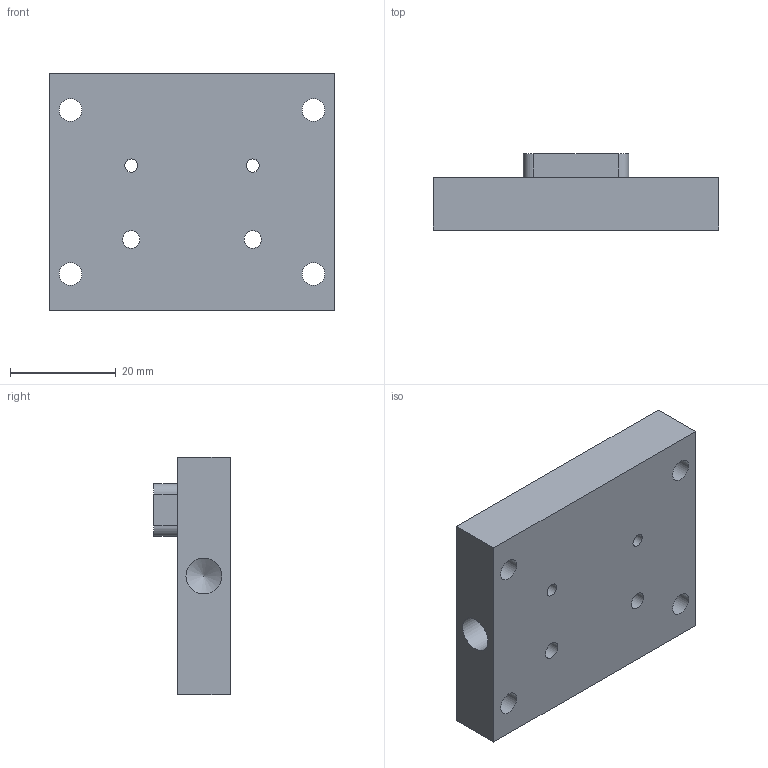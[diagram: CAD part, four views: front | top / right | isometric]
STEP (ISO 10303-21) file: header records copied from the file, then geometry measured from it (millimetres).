
FILE_DESCRIPTION(/* description */ (''),/* implementation_level */ '2;1');
FILE_NAME(/* name */ 'MC-heatspreader.step',/* time_stamp */ '2021-07-10T15:12:43+02:00',/* author */ (''),/* organization */ (''),/* preprocessor_version */ 'ST-DEVELOPER v18.1',/* originating_system */ 'Autodesk Translation Framework v10.9.0.1377',/* authorisation */ '');
FILE_SCHEMA (('AUTOMOTIVE_DESIGN { 1 0 10303 214 3 1 1 }'));
Length unit declared in the file: millimetre
Products named in the file (1): kühlkörper-v3-microchip
Bounding box: 54 x 14.5 x 45 mm (x, y, z)
Volume: 23783.1 mm3; surface area: 8219.3 mm2
Topology: 1 solids, 1 shells, 31 faces, 76 edges, 50 vertices
Faces by surface type: cylinder 16, plane 13, cone 2
Full cylindrical faces by diameter (mm): 1.51 x2, 2.5 x2, 2.529 x1, 3.3 x2, 4.3 x4, 6.779 x1
Entity records: 984 total; most frequent: DIRECTION 170, CARTESIAN_POINT 156, ORIENTED_EDGE 148, EDGE_CURVE 74, AXIS2_PLACEMENT_3D 64, EDGE_LOOP 52, VERTEX_POINT 50, LINE 42
